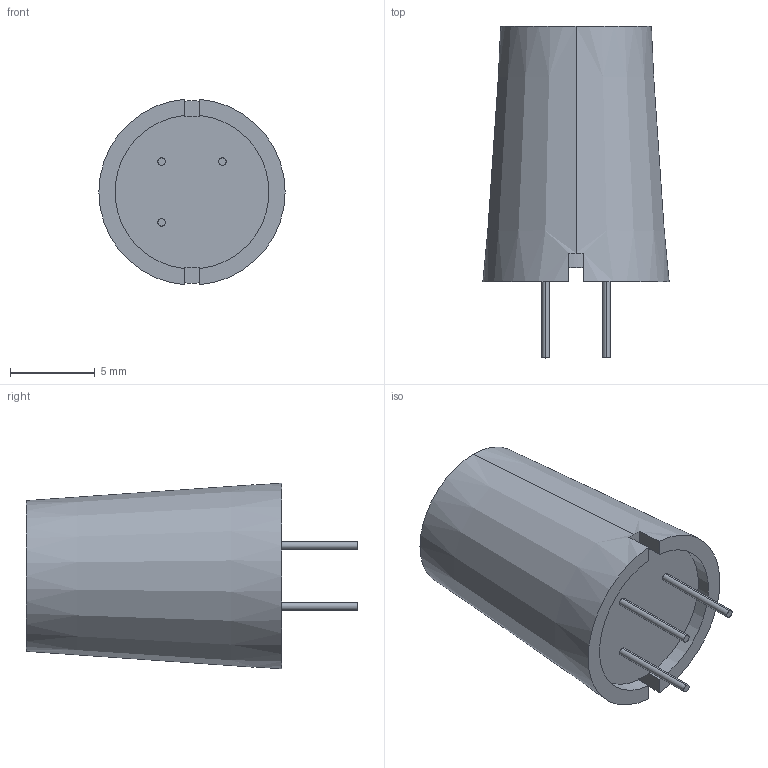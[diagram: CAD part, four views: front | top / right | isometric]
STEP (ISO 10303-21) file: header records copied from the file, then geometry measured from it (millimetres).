
FILE_DESCRIPTION (( 'STEP AP214' ), '1' );
FILE_NAME ('amn33111.stp', '2009-03-12T00:34:45', ( '' ), ( 'PanasonicElectricWorks' ), '', '', '' );
FILE_SCHEMA (( 'AUTOMOTIVE_DESIGN' ));
Length unit declared in the file: millimetre
Products named in the file (1): amn33111
Bounding box: 11 x 19.6 x 10.97 mm (x, y, z)
Volume: 1123 mm3; surface area: 680.6 mm2
Topology: 1 solids, 1 shells, 26 faces, 63 edges, 42 vertices
Faces by surface type: plane 13, cylinder 8, cone 5
Entity records: 832 total; most frequent: CARTESIAN_POINT 180, DIRECTION 139, ORIENTED_EDGE 126, EDGE_CURVE 63, AXIS2_PLACEMENT_3D 57, VERTEX_POINT 42, CIRCLE 30, EDGE_LOOP 29
